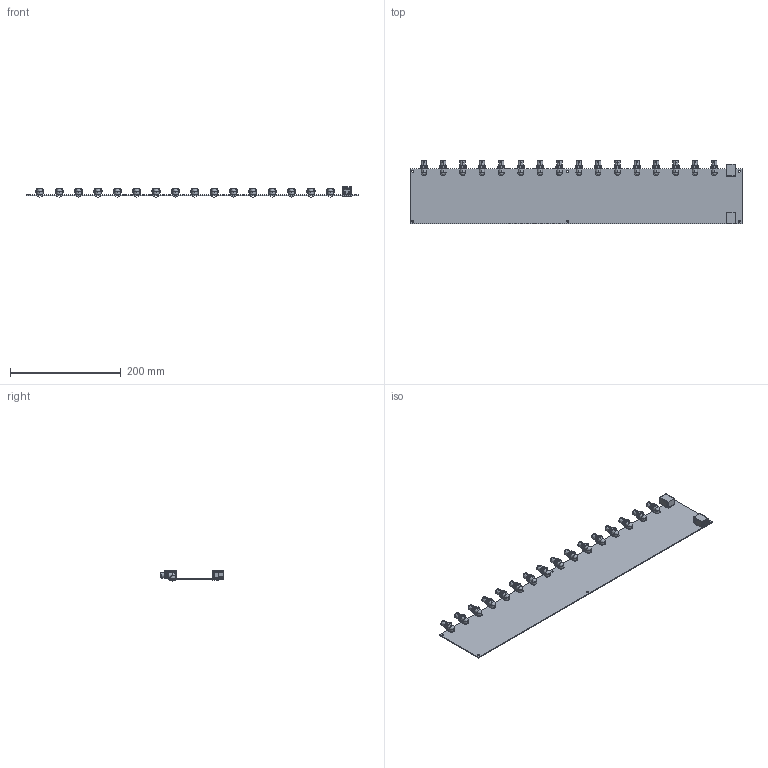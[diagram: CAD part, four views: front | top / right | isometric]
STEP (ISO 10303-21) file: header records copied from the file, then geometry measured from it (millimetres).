
FILE_DESCRIPTION(('KiCad electronic assembly'),'2;1');
FILE_NAME('A304202A.step','2022-08-15T09:05:34',('Pcbnew'),('Kicad'), 'Open CASCADE STEP processor 7.6','KiCad to STEP converter','Unknown' );
FILE_SCHEMA(('AUTOMOTIVE_DESIGN { 1 0 10303 214 1 1 1 1 }'));
Length unit declared in the file: millimetre
Products named in the file (6): A304202A 1; 5-1634556-0; SOLID; SS-7188S-A-NF; COMPOUND; A304202A PCB
Assembly tree (21 placements, depth 3):
  A304202A 1
    5-1634556-0  x16
      SOLID
    SS-7188S-A-NF  x2
      COMPOUND
    A304202A PCB
Bounding box: 600 x 115.6 x 18.38 mm (x, y, z)
Volume: 133953.7 mm3; surface area: 159604.1 mm2
Topology: 57 solids, 57 shells, 3404 faces, 8862 edges, 5672 vertices
Faces by surface type: bspline 3288, cylinder 110, plane 6
Full cylindrical faces by diameter (mm): 0.97 x16, 1.17 x16, 1.65 x4, 2.11 x64, 3.25 x4, 3.5 x6
Entity records: 62254 total; most frequent: CARTESIAN_POINT 28571, B_SPLINE_CURVE_WITH_KNOTS 5099, ORIENTED_EDGE 4602, PCURVE 4602, DEFINITIONAL_REPRESENTATION 4602, EDGE_CURVE 2301, SURFACE_CURVE 2191, VERTEX_POINT 1452
